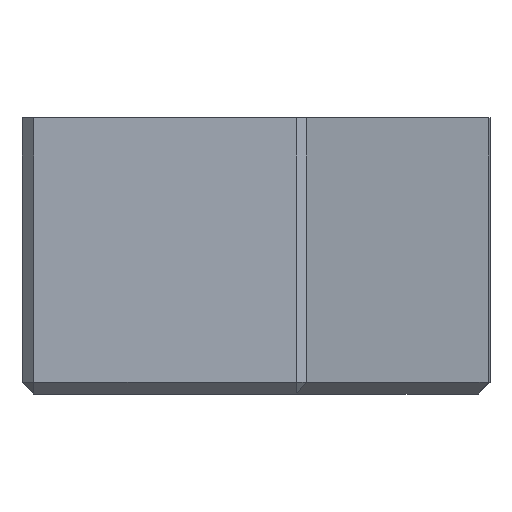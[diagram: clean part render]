
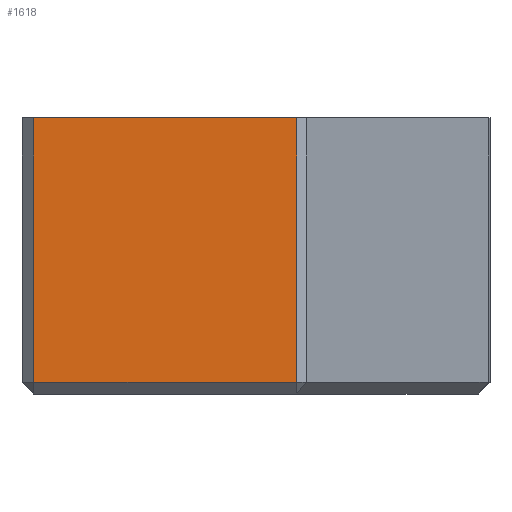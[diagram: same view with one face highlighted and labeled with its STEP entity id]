
A CAD part, left-side view. The second image highlights one B-rep face of the part: STEP entity #1618.
In plain terms, the highlighted planar face has unit normal (-1, 0, 0).
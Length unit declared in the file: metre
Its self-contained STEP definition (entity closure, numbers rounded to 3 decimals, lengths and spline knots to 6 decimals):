
#218=ORIENTED_EDGE('',*,*,#640,.T.);
#219=ORIENTED_EDGE('',*,*,#641,.T.);
#220=ORIENTED_EDGE('',*,*,#626,.F.);
#221=ORIENTED_EDGE('',*,*,#642,.T.);
#626=EDGE_CURVE('',#836,#837,#992,.T.);
#640=EDGE_CURVE('',#846,#847,#1006,.T.);
#641=EDGE_CURVE('',#847,#837,#1007,.T.);
#642=EDGE_CURVE('',#836,#846,#1008,.T.);
#836=VERTEX_POINT('',#2489);
#837=VERTEX_POINT('',#2491);
#846=VERTEX_POINT('',#2518);
#847=VERTEX_POINT('',#2519);
#992=LINE('',#2490,#1196);
#1006=LINE('',#2517,#1210);
#1007=LINE('',#2520,#1211);
#1008=LINE('',#2521,#1212);
#1196=VECTOR('',#1991,1.);
#1210=VECTOR('',#2013,1.);
#1211=VECTOR('',#2014,1.);
#1212=VECTOR('',#2015,1.);
#1333=EDGE_LOOP('',(#218,#219,#220,#221));
#1437=FACE_BOUND('',#1333,.T.);
#1536=PLANE('',#1739);
#1618=ADVANCED_FACE('',(#1437),#1536,.T.);
#1739=AXIS2_PLACEMENT_3D('',#2516,#2011,#2012);
#1991=DIRECTION('',(0.,-1.,0.));
#2011=DIRECTION('',(-1.,0.,0.));
#2012=DIRECTION('',(0.,0.,-1.));
#2013=DIRECTION('',(0.,-1.,0.));
#2014=DIRECTION('',(0.,0.,1.));
#2015=DIRECTION('',(0.,0.,-1.));
#2489=CARTESIAN_POINT('',(-0.02,0.0295,0.));
#2490=CARTESIAN_POINT('',(-0.02,0.02,0.));
#2491=CARTESIAN_POINT('',(-0.02,0.018268,0.));
#2516=CARTESIAN_POINT('',(-0.02,0.02,-0.007));
#2517=CARTESIAN_POINT('',(-0.02,0.02,-0.0113));
#2518=CARTESIAN_POINT('',(-0.02,0.0295,-0.0113));
#2519=CARTESIAN_POINT('',(-0.02,0.018268,-0.0113));
#2520=CARTESIAN_POINT('',(-0.02,0.018268,-0.007));
#2521=CARTESIAN_POINT('',(-0.02,0.0295,-0.007));
